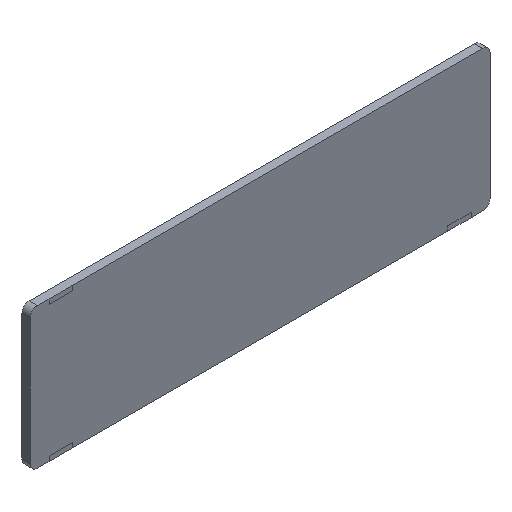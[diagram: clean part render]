
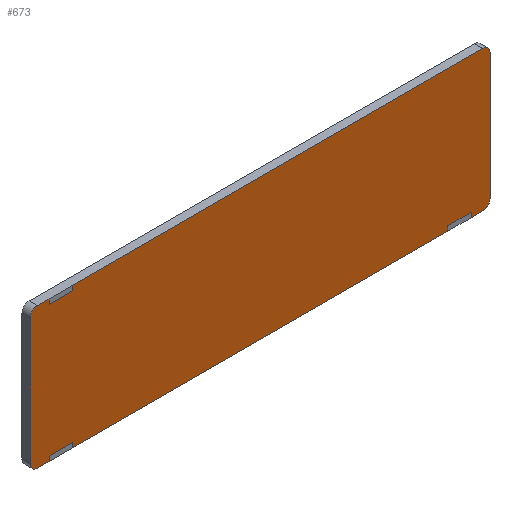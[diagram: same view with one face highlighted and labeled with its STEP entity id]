
A CAD part, isometric view. The second image highlights one B-rep face of the part: STEP entity #673.
In plain terms, the highlighted planar face has unit normal (0, -1, 0).
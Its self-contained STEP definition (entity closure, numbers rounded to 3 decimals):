
#22 = VERTEX_POINT('',#23);
#23 = CARTESIAN_POINT('',(-3.94,96.567,-7.09));
#31 = EDGE_CURVE('',#32,#22,#34,.T.);
#32 = VERTEX_POINT('',#33);
#33 = CARTESIAN_POINT('',(-3.94,96.567,-6.09));
#34 = LINE('',#35,#36);
#35 = CARTESIAN_POINT('',(-3.94,96.567,0.91));
#36 = VECTOR('',#37,1.);
#37 = DIRECTION('',(0.,0.,-1.));
#92 = EDGE_CURVE('',#93,#32,#95,.T.);
#93 = VERTEX_POINT('',#94);
#94 = CARTESIAN_POINT('',(-8.94,96.567,-6.09));
#95 = LINE('',#96,#97);
#96 = CARTESIAN_POINT('',(13.56,96.567,-6.09));
#97 = VECTOR('',#98,1.);
#98 = DIRECTION('',(1.,0.,0.));
#117 = VERTEX_POINT('',#118);
#118 = CARTESIAN_POINT('',(-8.94,96.567,-7.09));
#126 = EDGE_CURVE('',#117,#93,#127,.T.);
#127 = LINE('',#128,#129);
#128 = CARTESIAN_POINT('',(-8.94,96.567,0.41));
#129 = VECTOR('',#130,1.);
#130 = DIRECTION('',(0.,0.,1.));
#141 = VERTEX_POINT('',#142);
#142 = CARTESIAN_POINT('',(-8.94,96.567,22.91));
#150 = EDGE_CURVE('',#151,#141,#153,.T.);
#151 = VERTEX_POINT('',#152);
#152 = CARTESIAN_POINT('',(-8.94,96.567,21.91));
#153 = LINE('',#154,#155);
#154 = CARTESIAN_POINT('',(-8.94,96.567,14.91));
#155 = VECTOR('',#156,1.);
#156 = DIRECTION('',(0.,0.,1.));
#211 = EDGE_CURVE('',#212,#151,#214,.T.);
#212 = VERTEX_POINT('',#213);
#213 = CARTESIAN_POINT('',(-3.94,96.567,21.91));
#214 = LINE('',#215,#216);
#215 = CARTESIAN_POINT('',(16.06,96.567,21.91));
#216 = VECTOR('',#217,1.);
#217 = DIRECTION('',(-1.,0.,0.));
#236 = VERTEX_POINT('',#237);
#237 = CARTESIAN_POINT('',(-3.94,96.567,22.91));
#245 = EDGE_CURVE('',#236,#212,#246,.T.);
#246 = LINE('',#247,#248);
#247 = CARTESIAN_POINT('',(-3.94,96.567,15.41));
#248 = VECTOR('',#249,1.);
#249 = DIRECTION('',(0.,0.,-1.));
#260 = VERTEX_POINT('',#261);
#261 = CARTESIAN_POINT('',(81.06,96.567,-7.09));
#269 = EDGE_CURVE('',#270,#260,#272,.T.);
#270 = VERTEX_POINT('',#271);
#271 = CARTESIAN_POINT('',(81.06,96.567,-6.09));
#272 = LINE('',#273,#274);
#273 = CARTESIAN_POINT('',(81.06,96.567,0.91));
#274 = VECTOR('',#275,1.);
#275 = DIRECTION('',(0.,0.,-1.));
#330 = EDGE_CURVE('',#331,#270,#333,.T.);
#331 = VERTEX_POINT('',#332);
#332 = CARTESIAN_POINT('',(76.06,96.567,-6.09));
#333 = LINE('',#334,#335);
#334 = CARTESIAN_POINT('',(56.06,96.567,-6.09));
#335 = VECTOR('',#336,1.);
#336 = DIRECTION('',(1.,0.,0.));
#355 = VERTEX_POINT('',#356);
#356 = CARTESIAN_POINT('',(76.06,96.567,-7.09));
#364 = EDGE_CURVE('',#355,#331,#365,.T.);
#365 = LINE('',#366,#367);
#366 = CARTESIAN_POINT('',(76.06,96.567,0.41));
#367 = VECTOR('',#368,1.);
#368 = DIRECTION('',(0.,0.,1.));
#381 = EDGE_CURVE('',#382,#236,#384,.T.);
#382 = VERTEX_POINT('',#383);
#383 = CARTESIAN_POINT('',(83.56,96.567,22.91));
#384 = LINE('',#385,#386);
#385 = CARTESIAN_POINT('',(85.06,96.567,22.91));
#386 = VECTOR('',#387,1.);
#387 = DIRECTION('',(-1.,0.,0.));
#406 = VERTEX_POINT('',#407);
#407 = CARTESIAN_POINT('',(-11.44,96.567,22.91));
#413 = EDGE_CURVE('',#141,#406,#414,.T.);
#414 = LINE('',#415,#416);
#415 = CARTESIAN_POINT('',(85.06,96.567,22.91));
#416 = VECTOR('',#417,1.);
#417 = DIRECTION('',(-1.,0.,0.));
#430 = EDGE_CURVE('',#431,#117,#433,.T.);
#431 = VERTEX_POINT('',#432);
#432 = CARTESIAN_POINT('',(-11.44,96.567,-7.09));
#433 = LINE('',#434,#435);
#434 = CARTESIAN_POINT('',(-12.94,96.567,-7.09));
#435 = VECTOR('',#436,1.);
#436 = DIRECTION('',(1.,0.,0.));
#455 = VERTEX_POINT('',#456);
#456 = CARTESIAN_POINT('',(83.56,96.567,-7.09));
#462 = EDGE_CURVE('',#260,#455,#463,.T.);
#463 = LINE('',#464,#465);
#464 = CARTESIAN_POINT('',(-12.94,96.567,-7.09));
#465 = VECTOR('',#466,1.);
#466 = DIRECTION('',(1.,0.,0.));
#471 = EDGE_CURVE('',#22,#355,#472,.T.);
#472 = LINE('',#473,#474);
#473 = CARTESIAN_POINT('',(-12.94,96.567,-7.09));
#474 = VECTOR('',#475,1.);
#475 = DIRECTION('',(1.,0.,0.));
#495 = VERTEX_POINT('',#496);
#496 = CARTESIAN_POINT('',(85.06,96.567,-5.59));
#502 = EDGE_CURVE('',#495,#455,#503,.T.);
#503 = ELLIPSE('',#504,1.5,1.5);
#504 = AXIS2_PLACEMENT_3D('',#505,#506,#507);
#505 = CARTESIAN_POINT('',(83.56,96.567,-5.59));
#506 = DIRECTION('',(0.,1.,0.));
#507 = DIRECTION('',(0.707,0.,-0.707)
  );
#528 = VERTEX_POINT('',#529);
#529 = CARTESIAN_POINT('',(85.06,96.567,21.41));
#535 = EDGE_CURVE('',#495,#528,#536,.T.);
#536 = LINE('',#537,#538);
#537 = CARTESIAN_POINT('',(85.06,96.567,-7.09));
#538 = VECTOR('',#539,1.);
#539 = DIRECTION('',(0.,0.,1.));
#594 = EDGE_CURVE('',#382,#528,#595,.T.);
#595 = ELLIPSE('',#596,1.5,1.5);
#596 = AXIS2_PLACEMENT_3D('',#597,#598,#599);
#597 = CARTESIAN_POINT('',(83.56,96.567,21.41));
#598 = DIRECTION('',(0.,1.,0.));
#599 = DIRECTION('',(0.707,0.,0.707)
  );
#612 = VERTEX_POINT('',#613);
#613 = CARTESIAN_POINT('',(-12.94,96.567,21.41));
#619 = EDGE_CURVE('',#612,#406,#620,.T.);
#620 = ELLIPSE('',#621,1.5,1.5);
#621 = AXIS2_PLACEMENT_3D('',#622,#623,#624);
#622 = CARTESIAN_POINT('',(-11.44,96.567,21.41));
#623 = DIRECTION('',(0.,1.,0.));
#624 = DIRECTION('',(-0.707,0.,0.707)
  );
#638 = VERTEX_POINT('',#639);
#639 = CARTESIAN_POINT('',(-12.94,96.567,-5.59));
#645 = EDGE_CURVE('',#612,#638,#646,.T.);
#646 = LINE('',#647,#648);
#647 = CARTESIAN_POINT('',(-12.94,96.567,7.91));
#648 = VECTOR('',#649,1.);
#649 = DIRECTION('',(0.,0.,-1.));
#661 = EDGE_CURVE('',#431,#638,#662,.T.);
#662 = ELLIPSE('',#663,1.5,1.5);
#663 = AXIS2_PLACEMENT_3D('',#664,#665,#666);
#664 = CARTESIAN_POINT('',(-11.44,96.567,-5.59));
#665 = DIRECTION('',(0.,1.,0.));
#666 = DIRECTION('',(-0.707,0.,-0.707)
  );
#673 = ADVANCED_FACE('',(#674),#696,.F.);
#674 = FACE_BOUND('',#675,.T.);
#675 = EDGE_LOOP('',(#676,#677,#678,#679,#680,#681,#682,#683,#684,#685,
    #686,#687,#688,#689,#690,#691,#692,#693,#694,#695));
#676 = ORIENTED_EDGE('',*,*,#31,.T.);
#677 = ORIENTED_EDGE('',*,*,#471,.T.);
#678 = ORIENTED_EDGE('',*,*,#364,.T.);
#679 = ORIENTED_EDGE('',*,*,#330,.T.);
#680 = ORIENTED_EDGE('',*,*,#269,.T.);
#681 = ORIENTED_EDGE('',*,*,#462,.T.);
#682 = ORIENTED_EDGE('',*,*,#502,.F.);
#683 = ORIENTED_EDGE('',*,*,#535,.T.);
#684 = ORIENTED_EDGE('',*,*,#594,.F.);
#685 = ORIENTED_EDGE('',*,*,#381,.T.);
#686 = ORIENTED_EDGE('',*,*,#245,.T.);
#687 = ORIENTED_EDGE('',*,*,#211,.T.);
#688 = ORIENTED_EDGE('',*,*,#150,.T.);
#689 = ORIENTED_EDGE('',*,*,#413,.T.);
#690 = ORIENTED_EDGE('',*,*,#619,.F.);
#691 = ORIENTED_EDGE('',*,*,#645,.T.);
#692 = ORIENTED_EDGE('',*,*,#661,.F.);
#693 = ORIENTED_EDGE('',*,*,#430,.T.);
#694 = ORIENTED_EDGE('',*,*,#126,.T.);
#695 = ORIENTED_EDGE('',*,*,#92,.T.);
#696 = PLANE('',#697);
#697 = AXIS2_PLACEMENT_3D('',#698,#699,#700);
#698 = CARTESIAN_POINT('',(36.06,96.567,7.91));
#699 = DIRECTION('',(0.,1.,0.));
#700 = DIRECTION('',(1.,0.,0.));
